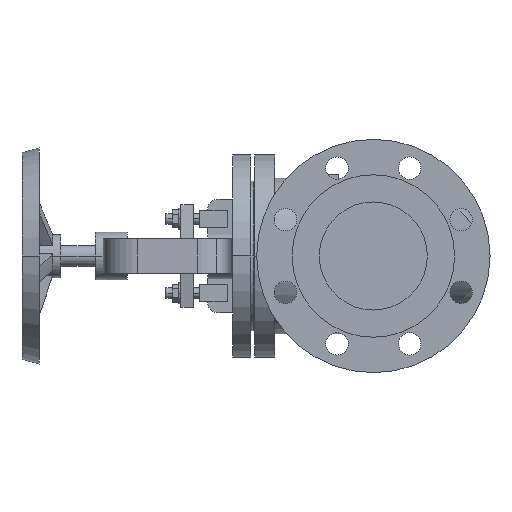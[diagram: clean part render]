
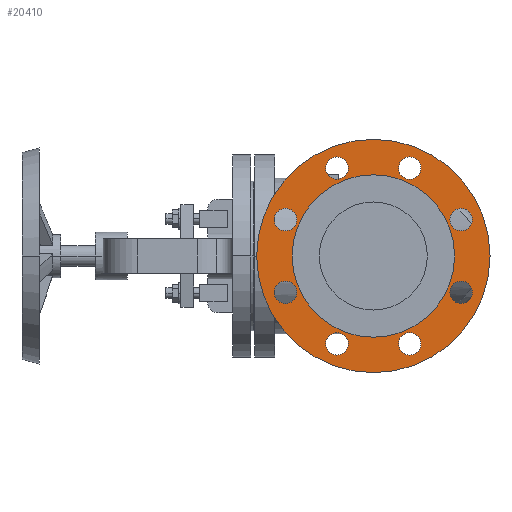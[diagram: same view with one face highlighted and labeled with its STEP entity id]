
A CAD part, left-side view. The second image highlights one B-rep face of the part: STEP entity #20410.
In plain terms, the highlighted planar face has unit normal (-1, 0, 0).
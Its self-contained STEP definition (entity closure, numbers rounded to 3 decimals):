
#10450=CARTESIAN_POINT('',(3.,0.,135.));
#10460=VERTEX_POINT('',#10450);
#10490=CARTESIAN_POINT('',(3.,0.,0.));
#10500=DIRECTION('',(1.,0.,0.));
#10510=DIRECTION('',(0.,0.,-1.));
#10520=AXIS2_PLACEMENT_3D('',#10490,#10500,#10510);
#10530=CIRCLE('',#10520,135.);
#10540=CARTESIAN_POINT('',(3.,135.,0.));
#10550=VERTEX_POINT('',#10540);
#10560=EDGE_CURVE('',#10550,#10460,#10530,.T.);
#10580=CARTESIAN_POINT('',(3.,0.,-135.));
#10590=VERTEX_POINT('',#10580);
#10600=EDGE_CURVE('',#10590,#10550,#10530,.T.);
#10910=CARTESIAN_POINT('',(3.,42.095,-88.627));
#10920=VERTEX_POINT('',#10910);
#11080=CARTESIAN_POINT('',(3.,42.095,-114.627));
#11090=VERTEX_POINT('',#11080);
#11120=CARTESIAN_POINT('',(3.,42.095,-101.627));
#11130=DIRECTION('',(-1.,0.,0.));
#11140=DIRECTION('',(0.,0.,-1.));
#11150=AXIS2_PLACEMENT_3D('',#11120,#11130,#11140);
#11160=CIRCLE('',#11150,13.);
#11170=EDGE_CURVE('',#10920,#11090,#11160,.T.);
#11330=CARTESIAN_POINT('',(3.,-42.095,-88.627));
#11340=VERTEX_POINT('',#11330);
#11370=CARTESIAN_POINT('',(3.,-42.095,-101.627));
#11380=DIRECTION('',(-1.,0.,0.));
#11390=DIRECTION('',(0.,0.,-1.));
#11400=AXIS2_PLACEMENT_3D('',#11370,#11380,#11390);
#11410=CIRCLE('',#11400,13.);
#11420=CARTESIAN_POINT('',(3.,-42.095,-114.627));
#11430=VERTEX_POINT('',#11420);
#11440=EDGE_CURVE('',#11430,#11340,#11410,.T.);
#11750=CARTESIAN_POINT('',(3.,101.627,-29.095));
#11760=VERTEX_POINT('',#11750);
#11920=CARTESIAN_POINT('',(3.,101.627,-55.095));
#11930=VERTEX_POINT('',#11920);
#11960=CARTESIAN_POINT('',(3.,101.627,-42.095));
#11970=DIRECTION('',(-1.,0.,0.));
#11980=DIRECTION('',(0.,0.,-1.));
#11990=AXIS2_PLACEMENT_3D('',#11960,#11970,#11980);
#12000=CIRCLE('',#11990,13.);
#12010=EDGE_CURVE('',#11760,#11930,#12000,.T.);
#12170=CARTESIAN_POINT('',(3.,-101.627,-29.095));
#12180=VERTEX_POINT('',#12170);
#12340=CARTESIAN_POINT('',(3.,-101.627,-55.095));
#12350=VERTEX_POINT('',#12340);
#12380=CARTESIAN_POINT('',(3.,-101.627,-42.095));
#12390=DIRECTION('',(-1.,0.,0.));
#12400=DIRECTION('',(0.,0.,-1.));
#12410=AXIS2_PLACEMENT_3D('',#12380,#12390,#12400);
#12420=CIRCLE('',#12410,13.);
#12430=EDGE_CURVE('',#12180,#12350,#12420,.T.);
#12590=CARTESIAN_POINT('',(3.,101.627,55.095));
#12600=VERTEX_POINT('',#12590);
#12760=CARTESIAN_POINT('',(3.,101.627,29.095));
#12770=VERTEX_POINT('',#12760);
#12800=CARTESIAN_POINT('',(3.,101.627,42.095));
#12810=DIRECTION('',(-1.,0.,0.));
#12820=DIRECTION('',(0.,0.,-1.));
#12830=AXIS2_PLACEMENT_3D('',#12800,#12810,#12820);
#12840=CIRCLE('',#12830,13.);
#12850=EDGE_CURVE('',#12600,#12770,#12840,.T.);
#13010=CARTESIAN_POINT('',(3.,-101.627,29.095));
#13020=VERTEX_POINT('',#13010);
#13180=CARTESIAN_POINT('',(3.,-101.627,55.095));
#13190=VERTEX_POINT('',#13180);
#13220=CARTESIAN_POINT('',(3.,-101.627,42.095));
#13230=DIRECTION('',(-1.,0.,0.));
#13240=DIRECTION('',(0.,0.,-1.));
#13250=AXIS2_PLACEMENT_3D('',#13220,#13230,#13240);
#13260=CIRCLE('',#13250,13.);
#13270=EDGE_CURVE('',#13020,#13190,#13260,.T.);
#13430=CARTESIAN_POINT('',(3.,42.095,88.627));
#13440=VERTEX_POINT('',#13430);
#13600=CARTESIAN_POINT('',(3.,42.095,114.627));
#13610=VERTEX_POINT('',#13600);
#13640=CARTESIAN_POINT('',(3.,42.095,101.627));
#13650=DIRECTION('',(-1.,0.,0.));
#13660=DIRECTION('',(0.,0.,-1.));
#13670=AXIS2_PLACEMENT_3D('',#13640,#13650,#13660);
#13680=CIRCLE('',#13670,13.);
#13690=EDGE_CURVE('',#13440,#13610,#13680,.T.);
#13850=CARTESIAN_POINT('',(3.,-42.095,114.627));
#13860=VERTEX_POINT('',#13850);
#13890=CARTESIAN_POINT('',(3.,-42.095,101.627));
#13900=DIRECTION('',(-1.,0.,0.));
#13910=DIRECTION('',(0.,0.,-1.));
#13920=AXIS2_PLACEMENT_3D('',#13890,#13900,#13910);
#13930=CIRCLE('',#13920,13.);
#13940=CARTESIAN_POINT('',(3.,-42.095,88.627));
#13950=VERTEX_POINT('',#13940);
#13960=EDGE_CURVE('',#13950,#13860,#13930,.T.);
#14270=CARTESIAN_POINT('',(3.,94.,0.));
#14280=VERTEX_POINT('',#14270);
#14310=CARTESIAN_POINT('',(3.,0.,0.));
#14320=DIRECTION('',(-1.,0.,0.));
#14330=DIRECTION('',(0.,1.,0.));
#14340=AXIS2_PLACEMENT_3D('',#14310,#14320,#14330);
#14350=CIRCLE('',#14340,94.);
#14360=CARTESIAN_POINT('',(3.,-94.,0.));
#14370=VERTEX_POINT('',#14360);
#14380=EDGE_CURVE('',#14370,#14280,#14350,.T.);
#19850=CARTESIAN_POINT('',(3.,114.5,0.));
#19860=DIRECTION('',(1.,0.,0.));
#19870=DIRECTION('',(0.,-1.,0.));
#19880=AXIS2_PLACEMENT_3D('',#19850,#19860,#19870);
#19890=PLANE('',#19880);
#19900=EDGE_CURVE('',#11090,#10920,#11160,.T.);
#19910=ORIENTED_EDGE('',*,*,#19900,.F.);
#19920=ORIENTED_EDGE('',*,*,#11170,.F.);
#19930=EDGE_LOOP('',(#19920,#19910));
#19940=FACE_BOUND('',#19930,.T.);
#19950=EDGE_CURVE('',#11340,#11430,#11410,.T.);
#19960=ORIENTED_EDGE('',*,*,#19950,.F.);
#19970=ORIENTED_EDGE('',*,*,#11440,.F.);
#19980=EDGE_LOOP('',(#19970,#19960));
#19990=FACE_BOUND('',#19980,.T.);
#20000=EDGE_CURVE('',#11930,#11760,#12000,.T.);
#20010=ORIENTED_EDGE('',*,*,#20000,.F.);
#20020=ORIENTED_EDGE('',*,*,#12010,.F.);
#20030=EDGE_LOOP('',(#20020,#20010));
#20040=FACE_BOUND('',#20030,.T.);
#20050=EDGE_CURVE('',#12350,#12180,#12420,.T.);
#20060=ORIENTED_EDGE('',*,*,#20050,.F.);
#20070=ORIENTED_EDGE('',*,*,#12430,.F.);
#20080=EDGE_LOOP('',(#20070,#20060));
#20090=FACE_BOUND('',#20080,.T.);
#20100=EDGE_CURVE('',#12770,#12600,#12840,.T.);
#20110=ORIENTED_EDGE('',*,*,#20100,.F.);
#20120=ORIENTED_EDGE('',*,*,#12850,.F.);
#20130=EDGE_LOOP('',(#20120,#20110));
#20140=FACE_BOUND('',#20130,.T.);
#20150=EDGE_CURVE('',#13190,#13020,#13260,.T.);
#20160=ORIENTED_EDGE('',*,*,#20150,.F.);
#20170=ORIENTED_EDGE('',*,*,#13270,.F.);
#20180=EDGE_LOOP('',(#20170,#20160));
#20190=FACE_BOUND('',#20180,.T.);
#20200=EDGE_CURVE('',#13610,#13440,#13680,.T.);
#20210=ORIENTED_EDGE('',*,*,#20200,.F.);
#20220=ORIENTED_EDGE('',*,*,#13690,.F.);
#20230=EDGE_LOOP('',(#20220,#20210));
#20240=FACE_BOUND('',#20230,.T.);
#20250=ORIENTED_EDGE('',*,*,#13960,.F.);
#20260=EDGE_CURVE('',#13860,#13950,#13930,.T.);
#20270=ORIENTED_EDGE('',*,*,#20260,.F.);
#20280=EDGE_LOOP('',(#20270,#20250));
#20290=FACE_BOUND('',#20280,.T.);
#20300=ORIENTED_EDGE('',*,*,#10560,.F.);
#20310=EDGE_CURVE('',#10460,#10590,#10530,.T.);
#20320=ORIENTED_EDGE('',*,*,#20310,.F.);
#20330=ORIENTED_EDGE('',*,*,#10600,.F.);
#20340=EDGE_LOOP('',(#20330,#20320,#20300));
#20350=FACE_OUTER_BOUND('',#20340,.T.);
#20360=EDGE_CURVE('',#14280,#14370,#14350,.T.);
#20370=ORIENTED_EDGE('',*,*,#20360,.F.);
#20380=ORIENTED_EDGE('',*,*,#14380,.F.);
#20390=EDGE_LOOP('',(#20380,#20370));
#20400=FACE_BOUND('',#20390,.T.);
#20410=ADVANCED_FACE('',(#19940,#19990,#20040,#20090,#20140,#20190,
#20240,#20290,#20350,#20400),#19890,.F.);
